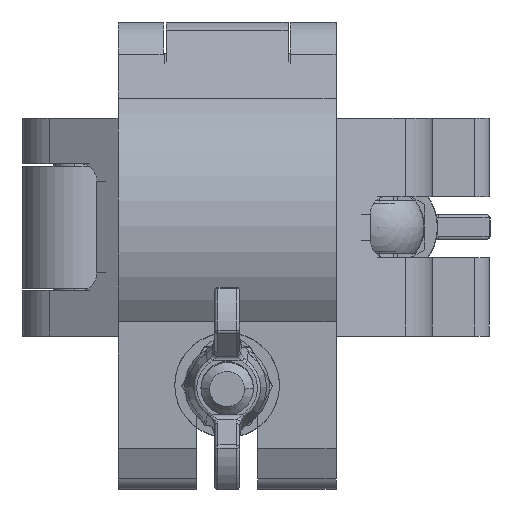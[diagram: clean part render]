
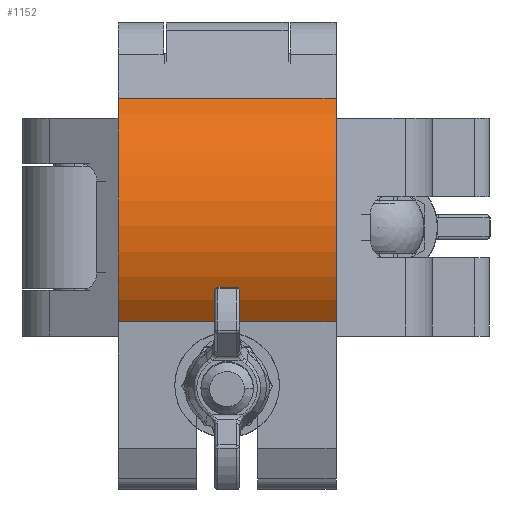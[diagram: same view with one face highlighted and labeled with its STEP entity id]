
A CAD part, front view. The second image highlights one B-rep face of the part: STEP entity #1152.
In plain terms, the highlighted cylindrical face has radius 35.4 mm (diameter 70.8 mm), a partial arc.
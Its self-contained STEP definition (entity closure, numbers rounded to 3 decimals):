
#392 = DIRECTION ( 'NONE',  ( 0., 0., 1. ) ) ;
#416 = EDGE_CURVE ( 'NONE', #1969, #1867, #6790, .T. ) ;
#652 = ORIENTED_EDGE ( 'NONE', *, *, #416, .F. ) ;
#786 = LINE ( 'NONE', #3968, #3514 ) ;
#822 = AXIS2_PLACEMENT_3D ( 'NONE', #1732, #4785, #6933 ) ;
#858 = AXIS2_PLACEMENT_3D ( 'NONE', #2654, #392, #5648 ) ;
#1152 = ADVANCED_FACE ( 'NONE', ( #7177 ), #8212, .T. ) ;
#1176 = EDGE_CURVE ( 'NONE', #1867, #4768, #786, .T. ) ;
#1340 = ORIENTED_EDGE ( 'NONE', *, *, #1176, .F. ) ;
#1732 = CARTESIAN_POINT ( 'NONE',  ( 47., 25.18, 24.95 ) ) ;
#1783 = CIRCLE ( 'NONE', #4640, 35.4 ) ;
#1867 = VERTEX_POINT ( 'NONE', #6070 ) ;
#1969 = VERTEX_POINT ( 'NONE', #6293 ) ;
#2258 = DIRECTION ( 'NONE',  ( 0., 0., 1. ) ) ;
#2326 = ORIENTED_EDGE ( 'NONE', *, *, #5545, .T. ) ;
#2434 = DIRECTION ( 'NONE',  ( 0., 0., -1. ) ) ;
#2654 = CARTESIAN_POINT ( 'NONE',  ( 47., 25.18, 24.95 ) ) ;
#2692 = VECTOR ( 'NONE', #5912, 1000. ) ;
#2723 = VERTEX_POINT ( 'NONE', #6816 ) ;
#3514 = VECTOR ( 'NONE', #2434, 1000. ) ;
#3968 = CARTESIAN_POINT ( 'NONE',  ( 16.54, 43.218, 24.95 ) ) ;
#4084 = CARTESIAN_POINT ( 'NONE',  ( 16.54, 43.218, -24.95 ) ) ;
#4640 = AXIS2_PLACEMENT_3D ( 'NONE', #6788, #2258, #7534 ) ;
#4768 = VERTEX_POINT ( 'NONE', #4084 ) ;
#4785 = DIRECTION ( 'NONE',  ( 0., 0., -1. ) ) ;
#5269 = ORIENTED_EDGE ( 'NONE', *, *, #7358, .T. ) ;
#5545 = EDGE_CURVE ( 'NONE', #2723, #4768, #1783, .T. ) ;
#5648 = DIRECTION ( 'NONE',  ( 1., 0., 0. ) ) ;
#5912 = DIRECTION ( 'NONE',  ( 0., 0., -1. ) ) ;
#6070 = CARTESIAN_POINT ( 'NONE',  ( 16.54, 43.218, 24.95 ) ) ;
#6293 = CARTESIAN_POINT ( 'NONE',  ( 67.5, 54.04, 24.95 ) ) ;
#6788 = CARTESIAN_POINT ( 'NONE',  ( 47., 25.18, -24.95 ) ) ;
#6790 = CIRCLE ( 'NONE', #858, 35.4 ) ;
#6816 = CARTESIAN_POINT ( 'NONE',  ( 67.5, 54.04, -24.95 ) ) ;
#6933 = DIRECTION ( 'NONE',  ( -1., 0., 0. ) ) ;
#7177 = FACE_OUTER_BOUND ( 'NONE', #7895, .T. ) ;
#7358 = EDGE_CURVE ( 'NONE', #1969, #2723, #9178, .T. ) ;
#7385 = CARTESIAN_POINT ( 'NONE',  ( 67.5, 54.04, 24.95 ) ) ;
#7534 = DIRECTION ( 'NONE',  ( 1., 0., 0. ) ) ;
#7895 = EDGE_LOOP ( 'NONE', ( #2326, #1340, #652, #5269 ) ) ;
#8212 = CYLINDRICAL_SURFACE ( 'NONE', #822, 35.4 ) ;
#9178 = LINE ( 'NONE', #7385, #2692 ) ;
